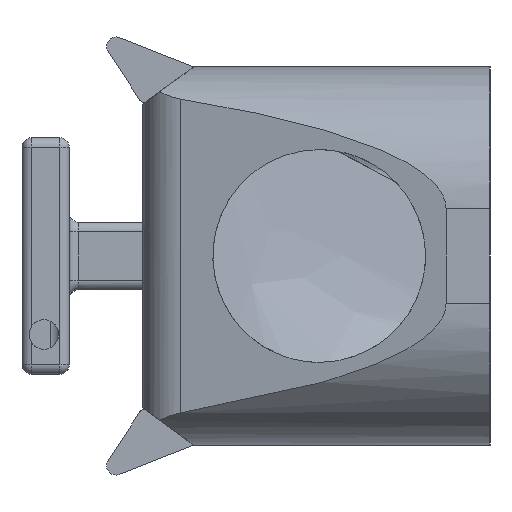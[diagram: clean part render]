
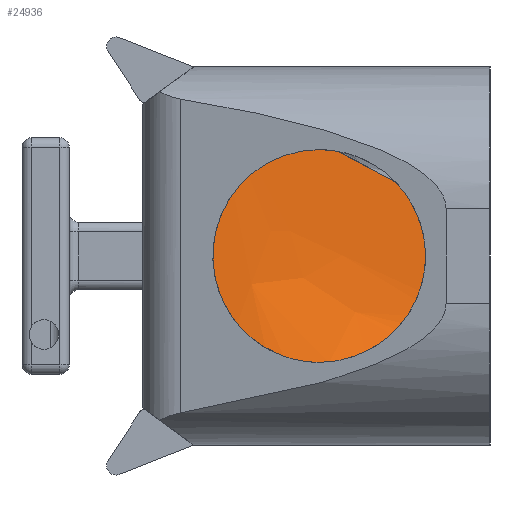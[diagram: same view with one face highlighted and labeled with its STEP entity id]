
A CAD part, left-side view. The second image highlights one B-rep face of the part: STEP entity #24936.
In plain terms, the highlighted free-form (B-spline) face has degree [3, 1] with [16, 2] control points.
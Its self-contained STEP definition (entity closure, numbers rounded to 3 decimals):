
#121 = VECTOR ( 'NONE', #24883, 1000. ) ;
#123 = CARTESIAN_POINT ( 'NONE',  ( 192.408, 78.478, 114.513 ) ) ;
#280 = CARTESIAN_POINT ( 'NONE',  ( 223.891, -69.716, -63.378 ) ) ;
#383 = EDGE_CURVE ( 'NONE', #18029, #4939, #15760, .T. ) ;
#579 = CARTESIAN_POINT ( 'NONE',  ( 247.748, -69.716, -44.849 ) ) ;
#635 = CARTESIAN_POINT ( 'NONE',  ( 268.27, -69.716, 10.303 ) ) ;
#914 = CARTESIAN_POINT ( 'NONE',  ( 268.27, -69.716, 15.473 ) ) ;
#1313 = EDGE_LOOP ( 'NONE', ( #7502, #27913, #11351, #23055, #18300 ) ) ;
#2015 = CARTESIAN_POINT ( 'NONE',  ( 256.765, -69.716, -32.621 ) ) ;
#2755 = EDGE_CURVE ( 'NONE', #4939, #11200, #5385, .T. ) ;
#3093 = CARTESIAN_POINT ( 'NONE',  ( 268.27, -69.716, 40.303 ) ) ;
#4208 = CARTESIAN_POINT ( 'NONE',  ( 192.408, 78.478, 97.013 ) ) ;
#4347 = CARTESIAN_POINT ( 'NONE',  ( 192.408, 78.478, 64.013 ) ) ;
#4899 = VERTEX_POINT ( 'NONE', #12371 ) ;
#4939 = VERTEX_POINT ( 'NONE', #10192 ) ;
#5207 = CARTESIAN_POINT ( 'NONE',  ( 268.27, -69.716, 10.303 ) ) ;
#5385 = B_SPLINE_CURVE_WITH_KNOTS ( 'NONE', 3,
 ( #6813, #26973, #15974, #280, #27121, #579, #6669, #24810, #20314, #13938, #7250 ),
 .UNSPECIFIED., .F., .F.,
 ( 4, 1, 1, 1, 1, 1, 1, 1, 4 ),
 ( 0., 0.125, 0.25, 0.375, 0.5, 0.625, 0.75, 0.875, 1. ),
 .UNSPECIFIED. ) ;
#5650 = LINE ( 'NONE', #7966, #23071 ) ;
#5787 = B_SPLINE_CURVE_WITH_KNOTS ( 'NONE', 3,
 ( #635, #914, #27451, #3093, #12215, #18342, #16313 ),
 .UNSPECIFIED., .F., .F.,
 ( 4, 1, 1, 1, 4 ),
 ( 0., 0.25, 0.5, 0.75, 1. ),
 .UNSPECIFIED. ) ;
#5829 = CARTESIAN_POINT ( 'NONE',  ( 268.27, -69.716, 70.303 ) ) ;
#6265 = EDGE_CURVE ( 'NONE', #11200, #7488, #5787, .T. ) ;
#6365 = CARTESIAN_POINT ( 'NONE',  ( 192.408, 78.478, 149.062 ) ) ;
#6566 = EDGE_CURVE ( 'NONE', #4899, #18029, #5650, .T. ) ;
#6662 = CARTESIAN_POINT ( 'NONE',  ( 192.408, 78.478, 32.488 ) ) ;
#6669 = CARTESIAN_POINT ( 'NONE',  ( 256.765, -69.716, -32.621 ) ) ;
#6813 = CARTESIAN_POINT ( 'NONE',  ( 195.353, -69.716, -71.638 ) ) ;
#6955 = CARTESIAN_POINT ( 'NONE',  ( 192.408, 78.478, 48.211 ) ) ;
#7250 = CARTESIAN_POINT ( 'NONE',  ( 268.27, -69.716, 10.303 ) ) ;
#7422 = DIRECTION ( 'NONE',  ( 0., 0., -1. ) ) ;
#7488 = VERTEX_POINT ( 'NONE', #5829 ) ;
#7502 = ORIENTED_EDGE ( 'NONE', *, *, #6566, .T. ) ;
#7966 = CARTESIAN_POINT ( 'NONE',  ( 192.408, 78.478, 149.062 ) ) ;
#8390 = FACE_OUTER_BOUND ( 'NONE', #1313, .T. ) ;
#8537 = CARTESIAN_POINT ( 'NONE',  ( 223.891, -69.716, -63.378 ) ) ;
#8685 = CARTESIAN_POINT ( 'NONE',  ( 268.27, -69.716, 70.303 ) ) ;
#8981 = CARTESIAN_POINT ( 'NONE',  ( 200.235, -69.716, -71.068 ) ) ;
#10192 = CARTESIAN_POINT ( 'NONE',  ( 195.353, -69.716, -71.638 ) ) ;
#10711 = CARTESIAN_POINT ( 'NONE',  ( 268.27, -69.716, 5.389 ) ) ;
#10863 = CARTESIAN_POINT ( 'NONE',  ( 268.27, -69.716, 15.473 ) ) ;
#11155 = CARTESIAN_POINT ( 'NONE',  ( 268.27, -69.716, 40.303 ) ) ;
#11200 = VERTEX_POINT ( 'NONE', #5207 ) ;
#11351 = ORIENTED_EDGE ( 'NONE', *, *, #2755, .T. ) ;
#11673 = EDGE_CURVE ( 'NONE', #4899, #7488, #15934, .T. ) ;
#12188 = CARTESIAN_POINT ( 'NONE',  ( 192.408, 78.478, -41.018 ) ) ;
#12215 = CARTESIAN_POINT ( 'NONE',  ( 268.27, -69.716, 55.06 ) ) ;
#12371 = CARTESIAN_POINT ( 'NONE',  ( 192.408, 78.478, 149.062 ) ) ;
#12902 = CARTESIAN_POINT ( 'NONE',  ( 192.408, 78.478, -30.402 ) ) ;
#13483 = CARTESIAN_POINT ( 'NONE',  ( 209.957, -69.716, -69.043 ) ) ;
#13938 = CARTESIAN_POINT ( 'NONE',  ( 268.27, -69.716, 5.389 ) ) ;
#14007 = CARTESIAN_POINT ( 'NONE',  ( 193.881, 4.381, -58.996 ) ) ;
#15227 = CARTESIAN_POINT ( 'NONE',  ( 236.651, -69.716, -55.225 ) ) ;
#15760 = LINE ( 'NONE', #14007, #121 ) ;
#15817 = CARTESIAN_POINT ( 'NONE',  ( 268.27, -69.716, 25.546 ) ) ;
#15934 = LINE ( 'NONE', #20271, #25414 ) ;
#15974 = CARTESIAN_POINT ( 'NONE',  ( 209.957, -69.716, -69.043 ) ) ;
#16313 = CARTESIAN_POINT ( 'NONE',  ( 268.27, -69.716, 70.303 ) ) ;
#16320 = CARTESIAN_POINT ( 'NONE',  ( 192.408, 78.478, -46.354 ) ) ;
#17259 = CARTESIAN_POINT ( 'NONE',  ( 192.408, 78.478, -46.354 ) ) ;
#17548 = CARTESIAN_POINT ( 'NONE',  ( 268.27, -69.716, 55.06 ) ) ;
#17839 = CARTESIAN_POINT ( 'NONE',  ( 192.408, 78.478, 1.122 ) ) ;
#18029 = VERTEX_POINT ( 'NONE', #16320 ) ;
#18300 = ORIENTED_EDGE ( 'NONE', *, *, #11673, .F. ) ;
#18342 = CARTESIAN_POINT ( 'NONE',  ( 268.27, -69.716, 65.133 ) ) ;
#20013 = CARTESIAN_POINT ( 'NONE',  ( 247.748, -69.716, -44.849 ) ) ;
#20125 = DIRECTION ( 'NONE',  ( 0.412, -0.805, -0.428 ) ) ;
#20271 = CARTESIAN_POINT ( 'NONE',  ( 230.339, 4.381, 109.683 ) ) ;
#20314 = CARTESIAN_POINT ( 'NONE',  ( 267.389, -69.716, -4.503 ) ) ;
#21896 = CARTESIAN_POINT ( 'NONE',  ( 192.408, 78.478, -14.601 ) ) ;
#22044 = CARTESIAN_POINT ( 'NONE',  ( 192.408, 78.478, 85.577 ) ) ;
#22190 = CARTESIAN_POINT ( 'NONE',  ( 192.408, 78.478, 16.805 ) ) ;
#22330 = CARTESIAN_POINT ( 'NONE',  ( 263.38, -69.716, -19.001 ) ) ;
#23055 = ORIENTED_EDGE ( 'NONE', *, *, #6265, .T. ) ;
#23071 = VECTOR ( 'NONE', #7422, 1000. ) ;
#23917 = CARTESIAN_POINT ( 'NONE',  ( 195.353, -69.716, -71.638 ) ) ;
#24073 = CARTESIAN_POINT ( 'NONE',  ( 192.408, 78.478, 74.629 ) ) ;
#24220 = CARTESIAN_POINT ( 'NONE',  ( 267.389, -69.716, -4.503 ) ) ;
#24810 = CARTESIAN_POINT ( 'NONE',  ( 263.38, -69.716, -19.001 ) ) ;
#24883 = DIRECTION ( 'NONE',  ( 0.02, -0.986, -0.168 ) ) ;
#24936 = ADVANCED_FACE ( 'NONE', ( #8390 ), #28530, .F. ) ;
#25414 = VECTOR ( 'NONE', #20125, 1000. ) ;
#26242 = CARTESIAN_POINT ( 'NONE',  ( 192.408, 78.478, 143.449 ) ) ;
#26680 = CARTESIAN_POINT ( 'NONE',  ( 268.27, -69.716, 65.133 ) ) ;
#26973 = CARTESIAN_POINT ( 'NONE',  ( 200.235, -69.716, -71.068 ) ) ;
#27121 = CARTESIAN_POINT ( 'NONE',  ( 236.651, -69.716, -55.225 ) ) ;
#27451 = CARTESIAN_POINT ( 'NONE',  ( 268.27, -69.716, 25.546 ) ) ;
#27913 = ORIENTED_EDGE ( 'NONE', *, *, #383, .T. ) ;
#28530 = B_SPLINE_SURFACE_WITH_KNOTS ( 'NONE', 3, 1, ( 
 ( #17259, #23917 ),
 ( #12188, #8981 ),
 ( #12902, #13483 ),
 ( #21896, #8537 ),
 ( #17839, #15227 ),
 ( #22190, #20013 ),
 ( #6662, #2015 ),
 ( #6955, #22330 ),
 ( #4347, #24220 ),
 ( #24073, #10711 ),
 ( #22044, #10863 ),
 ( #4208, #15817 ),
 ( #123, #11155 ),
 ( #28693, #17548 ),
 ( #26242, #26680 ),
 ( #6365, #8685 ) ),
 .UNSPECIFIED., .F., .F., .F.,
 ( 4, 1, 1, 1, 1, 1, 1, 1, 2, 1, 1, 1, 4 ),
 ( 2, 2 ),
 ( 0., 0.082, 0.164, 0.246, 0.328, 0.41, 0.491, 0.573, 0.655, 0.741, 0.828, 0.914, 1. ),
 ( 0., 1. ),
 .UNSPECIFIED. ) ;
#28693 = CARTESIAN_POINT ( 'NONE',  ( 192.408, 78.478, 132.013 ) ) ;
